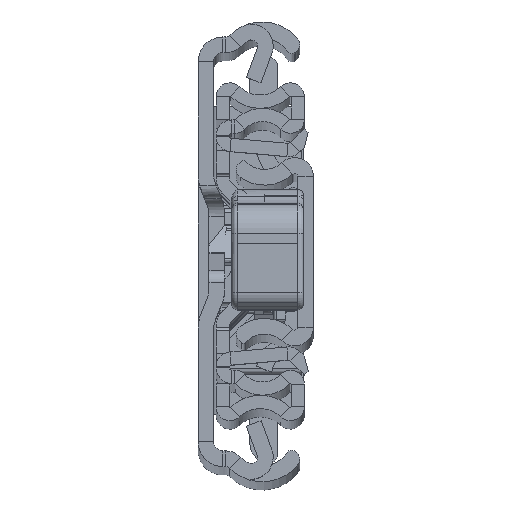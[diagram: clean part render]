
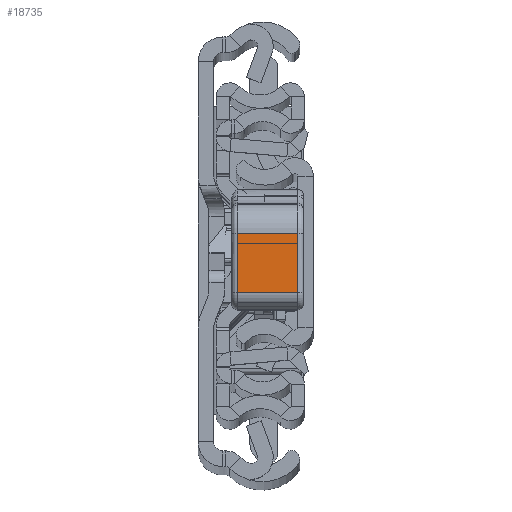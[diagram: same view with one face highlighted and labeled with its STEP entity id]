
A CAD part, top view. The second image highlights one B-rep face of the part: STEP entity #18735.
In plain terms, the highlighted face is planar.
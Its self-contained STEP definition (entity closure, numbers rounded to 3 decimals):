
#20 = VERTEX_POINT ( 'NONE', #6481 ) ;
#1125 = VECTOR ( 'NONE', #20361, 1000. ) ;
#2153 = DIRECTION ( 'NONE',  ( -1., 0.027, 0. ) ) ;
#2180 = EDGE_CURVE ( 'NONE', #20, #23561, #32709, .T. ) ;
#2458 = DIRECTION ( 'NONE',  ( 0., 0., -1. ) ) ;
#2644 = ORIENTED_EDGE ( 'NONE', *, *, #30021, .T. ) ;
#6481 = CARTESIAN_POINT ( 'NONE',  ( 39.55, -12.274, 10. ) ) ;
#6987 = EDGE_CURVE ( 'NONE', #9884, #9001, #18179, .T. ) ;
#7047 = ORIENTED_EDGE ( 'NONE', *, *, #6987, .T. ) ;
#7236 = EDGE_LOOP ( 'NONE', ( #12772, #2644, #7047, #11938 ) ) ;
#7870 = FACE_OUTER_BOUND ( 'NONE', #7236, .T. ) ;
#9001 = VERTEX_POINT ( 'NONE', #25418 ) ;
#9327 = AXIS2_PLACEMENT_3D ( 'NONE', #27683, #2153, #22648 ) ;
#9506 = LINE ( 'NONE', #11700, #21405 ) ;
#9884 = VERTEX_POINT ( 'NONE', #32354 ) ;
#11700 = CARTESIAN_POINT ( 'NONE',  ( 39.55, -12.274, 0. ) ) ;
#11938 = ORIENTED_EDGE ( 'NONE', *, *, #21299, .T. ) ;
#12772 = ORIENTED_EDGE ( 'NONE', *, *, #2180, .T. ) ;
#17072 = DIRECTION ( 'NONE',  ( -0.027, -1., 0. ) ) ;
#18179 = LINE ( 'NONE', #25554, #1125 ) ;
#18735 = ADVANCED_FACE ( 'NONE', ( #7870 ), #20474, .F. ) ;
#18841 = VECTOR ( 'NONE', #2458, 1000. ) ;
#19754 = DIRECTION ( 'NONE',  ( 0.027, 1., 0. ) ) ;
#20361 = DIRECTION ( 'NONE',  ( 0., 0., 1. ) ) ;
#20474 = PLANE ( 'NONE',  #9327 ) ;
#21299 = EDGE_CURVE ( 'NONE', #9001, #20, #29659, .T. ) ;
#21405 = VECTOR ( 'NONE', #19754, 1000. ) ;
#22648 = DIRECTION ( 'NONE',  ( -0.027, -1., 0. ) ) ;
#23561 = VERTEX_POINT ( 'NONE', #24914 ) ;
#24914 = CARTESIAN_POINT ( 'NONE',  ( 39.55, -12.274, 0. ) ) ;
#25134 = CARTESIAN_POINT ( 'NONE',  ( 39.55, -12.274, 11. ) ) ;
#25418 = CARTESIAN_POINT ( 'NONE',  ( 39.818, -2.465, 10. ) ) ;
#25554 = CARTESIAN_POINT ( 'NONE',  ( 39.818, -2.465, 11. ) ) ;
#27150 = CARTESIAN_POINT ( 'NONE',  ( 39.55, -12.274, 10. ) ) ;
#27683 = CARTESIAN_POINT ( 'NONE',  ( 39.55, -12.274, 11. ) ) ;
#29659 = LINE ( 'NONE', #27150, #30343 ) ;
#30021 = EDGE_CURVE ( 'NONE', #23561, #9884, #9506, .T. ) ;
#30343 = VECTOR ( 'NONE', #17072, 1000. ) ;
#32354 = CARTESIAN_POINT ( 'NONE',  ( 39.818, -2.465, 0. ) ) ;
#32709 = LINE ( 'NONE', #25134, #18841 ) ;
